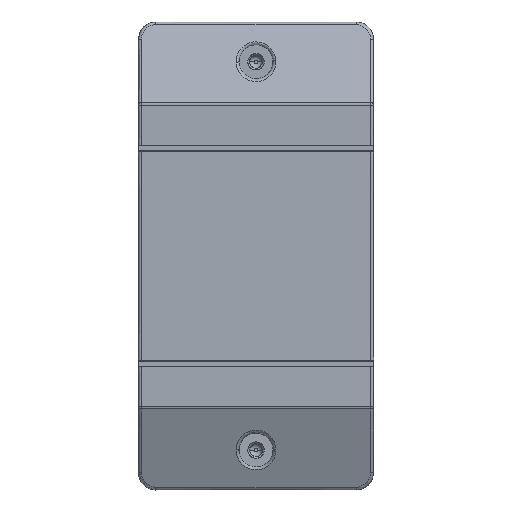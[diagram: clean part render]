
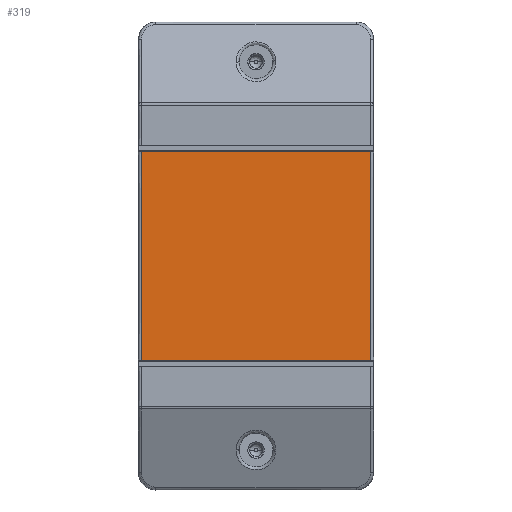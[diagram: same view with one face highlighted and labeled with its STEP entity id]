
A CAD part, top view. The second image highlights one B-rep face of the part: STEP entity #319.
In plain terms, the highlighted planar face has unit normal (0, 0, 1).
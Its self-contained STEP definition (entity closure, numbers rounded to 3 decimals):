
#319=ADVANCED_FACE('',(#1072),#12111,.T.);
#1072=FACE_OUTER_BOUND('',#1825,.T.);
#1825=EDGE_LOOP('',(#2873,#2874,#2875,#2876));
#2873=ORIENTED_EDGE('',*,*,#6657,.F.);
#2874=ORIENTED_EDGE('',*,*,#6763,.T.);
#2875=ORIENTED_EDGE('',*,*,#6723,.F.);
#2876=ORIENTED_EDGE('',*,*,#6764,.T.);
#6657=EDGE_CURVE('',#10788,#10789,#8699,.T.);
#6723=EDGE_CURVE('',#10847,#10848,#8765,.T.);
#6763=EDGE_CURVE('',#10788,#10848,#8805,.T.);
#6764=EDGE_CURVE('',#10847,#10789,#8806,.T.);
#8699=B_SPLINE_CURVE_WITH_KNOTS('',1,(#14548,#14549),.UNSPECIFIED.,.F.,
 .F.,(2,2),(0.,39.2),.UNSPECIFIED.);
#8765=B_SPLINE_CURVE_WITH_KNOTS('',1,(#14680,#14681),.UNSPECIFIED.,.F.,
 .F.,(2,2),(0.,39.2),.UNSPECIFIED.);
#8805=B_SPLINE_CURVE_WITH_KNOTS('',1,(#14762,#14763),.UNSPECIFIED.,.F.,
 .F.,(2,2),(0.,35.789),.UNSPECIFIED.);
#8806=B_SPLINE_CURVE_WITH_KNOTS('',1,(#14764,#14765),.UNSPECIFIED.,.F.,
 .F.,(2,2),(0.,35.789),.UNSPECIFIED.);
#10788=VERTEX_POINT('',#14179);
#10789=VERTEX_POINT('',#14180);
#10847=VERTEX_POINT('',#14238);
#10848=VERTEX_POINT('',#14239);
#12111=PLANE('',#12762);
#12762=AXIS2_PLACEMENT_3D('',#14009,#13385,$);
#13385=DIRECTION('',(0.,0.,1.));
#14009=CARTESIAN_POINT('',(-23.629,-21.6,22.201));
#14179=CARTESIAN_POINT('',(-19.589,17.888,22.201));
#14180=CARTESIAN_POINT('',(19.611,17.888,22.201));
#14238=CARTESIAN_POINT('',(19.611,-17.901,22.201));
#14239=CARTESIAN_POINT('',(-19.589,-17.901,22.201));
#14548=CARTESIAN_POINT('',(-19.589,17.888,22.201));
#14549=CARTESIAN_POINT('',(19.611,17.888,22.201));
#14680=CARTESIAN_POINT('',(19.611,-17.901,22.201));
#14681=CARTESIAN_POINT('',(-19.589,-17.901,22.201));
#14762=CARTESIAN_POINT('',(-19.589,17.888,22.201));
#14763=CARTESIAN_POINT('',(-19.589,-17.901,22.201));
#14764=CARTESIAN_POINT('',(19.611,-17.901,22.201));
#14765=CARTESIAN_POINT('',(19.611,17.888,22.201));
